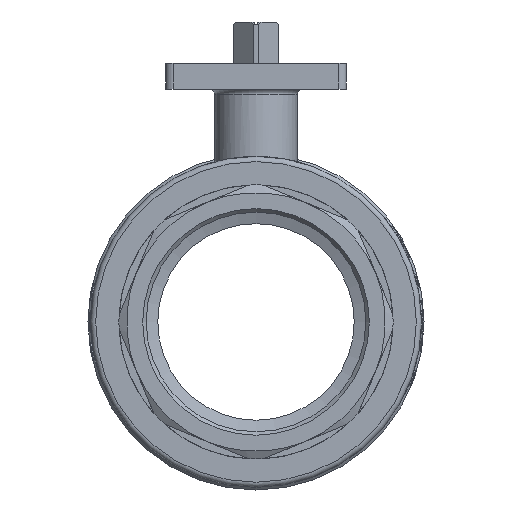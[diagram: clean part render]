
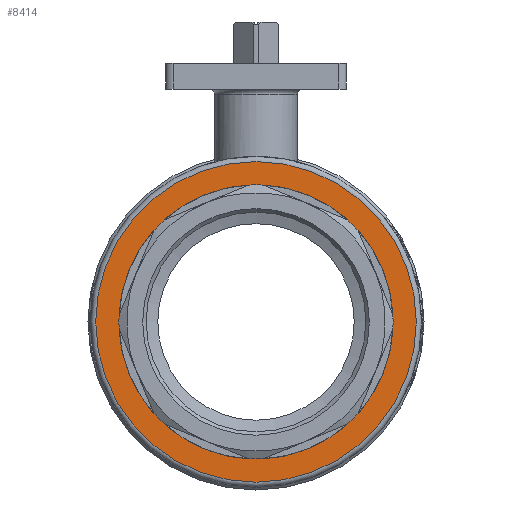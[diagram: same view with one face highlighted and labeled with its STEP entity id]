
A CAD part, left-side view. The second image highlights one B-rep face of the part: STEP entity #8414.
In plain terms, the highlighted planar face has unit normal (-1, 0, 0).
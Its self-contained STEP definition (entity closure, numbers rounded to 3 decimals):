
#1225=PLANE('',#9045);
#2225=ORIENTED_EDGE('',*,*,#3513,.F.);
#2226=ORIENTED_EDGE('',*,*,#3511,.F.);
#3511=EDGE_CURVE('',#4180,#4180,#4507,.T.);
#3513=EDGE_CURVE('',#4182,#4182,#4509,.T.);
#4180=VERTEX_POINT('',#16789);
#4182=VERTEX_POINT('',#16794);
#4507=CIRCLE('',#9043,62.);
#4509=CIRCLE('',#9046,53.);
#4965=EDGE_LOOP('',(#2225));
#4966=EDGE_LOOP('',(#2226));
#5561=FACE_BOUND('',#4965,.T.);
#5562=FACE_BOUND('',#4966,.T.);
#8414=ADVANCED_FACE('',(#5561,#5562),#1225,.F.);
#9043=AXIS2_PLACEMENT_3D('',#16788,#10468,#10469);
#9045=AXIS2_PLACEMENT_3D('',#16792,#10472,#10473);
#9046=AXIS2_PLACEMENT_3D('',#16793,#10474,#10475);
#10468=DIRECTION('',(1.,0.,0.));
#10469=DIRECTION('',(0.,0.,-1.));
#10472=DIRECTION('',(1.,0.,0.));
#10473=DIRECTION('',(0.,0.,-1.));
#10474=DIRECTION('',(-1.,0.,0.));
#10475=DIRECTION('',(0.,0.,1.));
#16788=CARTESIAN_POINT('',(-49.,0.,0.));
#16789=CARTESIAN_POINT('',(-49.,0.,-62.));
#16792=CARTESIAN_POINT('',(-49.,0.,64.));
#16793=CARTESIAN_POINT('',(-49.,0.,0.));
#16794=CARTESIAN_POINT('',(-49.,0.,53.));
